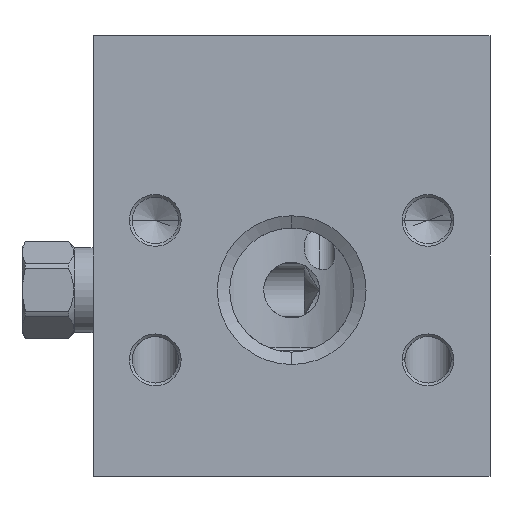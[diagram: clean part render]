
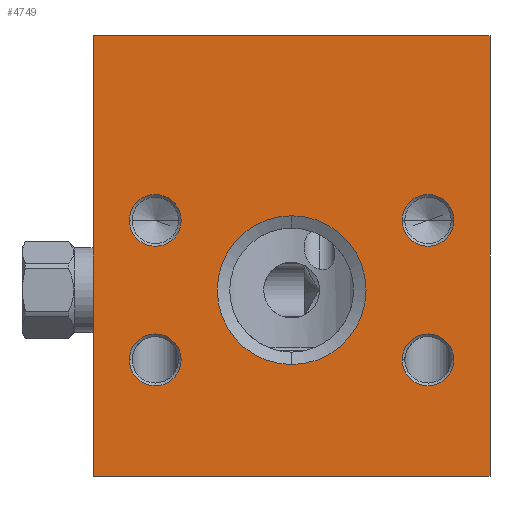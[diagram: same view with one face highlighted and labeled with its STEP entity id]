
A CAD part, front view. The second image highlights one B-rep face of the part: STEP entity #4749.
In plain terms, the highlighted planar face has unit normal (0, -1, 0).
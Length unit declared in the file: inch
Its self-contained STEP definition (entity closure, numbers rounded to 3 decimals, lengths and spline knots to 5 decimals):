
#5=DIRECTION('',(1.,0.,0.));
#6=VECTOR('',#5,4.);
#7=CARTESIAN_POINT('',(0.,-7.75,0.));
#8=LINE('',#7,#6);
#185=DIRECTION('',(0.,0.,1.));
#186=VECTOR('',#185,4.438);
#187=CARTESIAN_POINT('',(4.,-7.75,0.));
#188=LINE('',#187,#186);
#209=DIRECTION('',(0.,0.,1.));
#210=VECTOR('',#209,4.438);
#211=CARTESIAN_POINT('',(0.,-7.75,0.));
#212=LINE('',#211,#210);
#213=CARTESIAN_POINT('',(2.,-7.75,1.875));
#214=DIRECTION('',(0.,1.,0.));
#215=DIRECTION('',(0.,0.,-1.));
#216=AXIS2_PLACEMENT_3D('',#213,#214,#215);
#218=CARTESIAN_POINT('',(2.,-7.75,1.875));
#219=DIRECTION('',(0.,1.,0.));
#220=DIRECTION('',(0.,0.,1.));
#221=AXIS2_PLACEMENT_3D('',#218,#219,#220);
#223=CARTESIAN_POINT('',(3.375,-7.75,1.172));
#224=DIRECTION('',(0.,1.,0.));
#225=DIRECTION('',(-1.,0.,0.));
#226=AXIS2_PLACEMENT_3D('',#223,#224,#225);
#228=CARTESIAN_POINT('',(3.375,-7.75,1.172));
#229=DIRECTION('',(0.,1.,0.));
#230=DIRECTION('',(1.,0.,0.));
#231=AXIS2_PLACEMENT_3D('',#228,#229,#230);
#233=CARTESIAN_POINT('',(0.625,-7.75,1.172));
#234=DIRECTION('',(0.,1.,0.));
#235=DIRECTION('',(-1.,0.,0.));
#236=AXIS2_PLACEMENT_3D('',#233,#234,#235);
#238=CARTESIAN_POINT('',(0.625,-7.75,1.172));
#239=DIRECTION('',(0.,1.,0.));
#240=DIRECTION('',(1.,0.,0.));
#241=AXIS2_PLACEMENT_3D('',#238,#239,#240);
#243=CARTESIAN_POINT('',(0.625,-7.75,2.578));
#244=DIRECTION('',(0.,1.,0.));
#245=DIRECTION('',(-1.,0.,0.));
#246=AXIS2_PLACEMENT_3D('',#243,#244,#245);
#248=CARTESIAN_POINT('',(0.625,-7.75,2.578));
#249=DIRECTION('',(0.,1.,0.));
#250=DIRECTION('',(1.,0.,0.));
#251=AXIS2_PLACEMENT_3D('',#248,#249,#250);
#253=CARTESIAN_POINT('',(3.375,-7.75,2.578));
#254=DIRECTION('',(0.,1.,0.));
#255=DIRECTION('',(-1.,0.,0.));
#256=AXIS2_PLACEMENT_3D('',#253,#254,#255);
#258=CARTESIAN_POINT('',(3.375,-7.75,2.578));
#259=DIRECTION('',(0.,1.,0.));
#260=DIRECTION('',(1.,0.,0.));
#261=AXIS2_PLACEMENT_3D('',#258,#259,#260);
#275=DIRECTION('',(1.,0.,0.));
#276=VECTOR('',#275,4.);
#277=CARTESIAN_POINT('',(0.,-7.75,4.438));
#278=LINE('',#277,#276);
#3921=CARTESIAN_POINT('',(0.,-7.75,0.));
#3923=VERTEX_POINT('',#3921);
#3924=CARTESIAN_POINT('',(4.,-7.75,0.));
#3925=VERTEX_POINT('',#3924);
#3929=CARTESIAN_POINT('',(0.,-7.75,4.438));
#3931=VERTEX_POINT('',#3929);
#3932=CARTESIAN_POINT('',(4.,-7.75,4.438));
#3933=VERTEX_POINT('',#3932);
#4230=CARTESIAN_POINT('',(2.,-7.75,1.125));
#4231=CARTESIAN_POINT('',(2.,-7.75,2.625));
#4232=VERTEX_POINT('',#4230);
#4233=VERTEX_POINT('',#4231);
#4258=CARTESIAN_POINT('',(3.114,-7.75,1.172));
#4260=VERTEX_POINT('',#4258);
#4262=CARTESIAN_POINT('',(3.636,-7.75,1.172));
#4264=VERTEX_POINT('',#4262);
#4266=CARTESIAN_POINT('',(0.364,-7.75,1.172));
#4268=VERTEX_POINT('',#4266);
#4270=CARTESIAN_POINT('',(0.886,-7.75,1.172));
#4272=VERTEX_POINT('',#4270);
#4280=CARTESIAN_POINT('',(0.364,-7.75,2.578));
#4282=VERTEX_POINT('',#4280);
#4284=CARTESIAN_POINT('',(0.886,-7.75,2.578));
#4286=VERTEX_POINT('',#4284);
#4294=CARTESIAN_POINT('',(3.114,-7.75,2.578));
#4296=VERTEX_POINT('',#4294);
#4298=CARTESIAN_POINT('',(3.636,-7.75,2.578));
#4300=VERTEX_POINT('',#4298);
#4707=CARTESIAN_POINT('',(0.,-7.75,0.));
#4708=DIRECTION('',(0.,-1.,0.));
#4709=DIRECTION('',(1.,0.,0.));
#4710=AXIS2_PLACEMENT_3D('',#4707,#4708,#4709);
#4711=PLANE('',#4710);
#4712=ORIENTED_EDGE('',*,*,#4547,.F.);
#4713=ORIENTED_EDGE('',*,*,#4626,.T.);
#4715=ORIENTED_EDGE('',*,*,#4714,.T.);
#4716=ORIENTED_EDGE('',*,*,#4687,.F.);
#4717=EDGE_LOOP('',(#4712,#4713,#4715,#4716));
#4718=FACE_OUTER_BOUND('',#4717,.F.);
#4720=ORIENTED_EDGE('',*,*,#4719,.F.);
#4722=ORIENTED_EDGE('',*,*,#4721,.F.);
#4723=EDGE_LOOP('',(#4720,#4722));
#4724=FACE_BOUND('',#4723,.F.);
#4726=ORIENTED_EDGE('',*,*,#4725,.F.);
#4728=ORIENTED_EDGE('',*,*,#4727,.F.);
#4729=EDGE_LOOP('',(#4726,#4728));
#4730=FACE_BOUND('',#4729,.F.);
#4732=ORIENTED_EDGE('',*,*,#4731,.F.);
#4734=ORIENTED_EDGE('',*,*,#4733,.F.);
#4735=EDGE_LOOP('',(#4732,#4734));
#4736=FACE_BOUND('',#4735,.F.);
#4738=ORIENTED_EDGE('',*,*,#4737,.F.);
#4740=ORIENTED_EDGE('',*,*,#4739,.F.);
#4741=EDGE_LOOP('',(#4738,#4740));
#4742=FACE_BOUND('',#4741,.F.);
#4744=ORIENTED_EDGE('',*,*,#4743,.F.);
#4746=ORIENTED_EDGE('',*,*,#4745,.F.);
#4747=EDGE_LOOP('',(#4744,#4746));
#4748=FACE_BOUND('',#4747,.F.);
#4749=ADVANCED_FACE('',(#4718,#4724,#4730,#4736,#4742,#4748),#4711,.T.);
#217=CIRCLE('',#216,0.75);
#222=CIRCLE('',#221,0.75);
#227=CIRCLE('',#226,0.261);
#232=CIRCLE('',#231,0.261);
#237=CIRCLE('',#236,0.261);
#242=CIRCLE('',#241,0.261);
#247=CIRCLE('',#246,0.261);
#252=CIRCLE('',#251,0.261);
#257=CIRCLE('',#256,0.261);
#262=CIRCLE('',#261,0.261);
#4547=EDGE_CURVE('',#3923,#3925,#8,.T.);
#4626=EDGE_CURVE('',#3923,#3931,#212,.T.);
#4687=EDGE_CURVE('',#3925,#3933,#188,.T.);
#4714=EDGE_CURVE('',#3931,#3933,#278,.T.);
#4719=EDGE_CURVE('',#4232,#4233,#217,.T.);
#4721=EDGE_CURVE('',#4233,#4232,#222,.T.);
#4725=EDGE_CURVE('',#4260,#4264,#227,.T.);
#4727=EDGE_CURVE('',#4264,#4260,#232,.T.);
#4731=EDGE_CURVE('',#4268,#4272,#237,.T.);
#4733=EDGE_CURVE('',#4272,#4268,#242,.T.);
#4737=EDGE_CURVE('',#4282,#4286,#247,.T.);
#4739=EDGE_CURVE('',#4286,#4282,#252,.T.);
#4743=EDGE_CURVE('',#4296,#4300,#257,.T.);
#4745=EDGE_CURVE('',#4300,#4296,#262,.T.);
